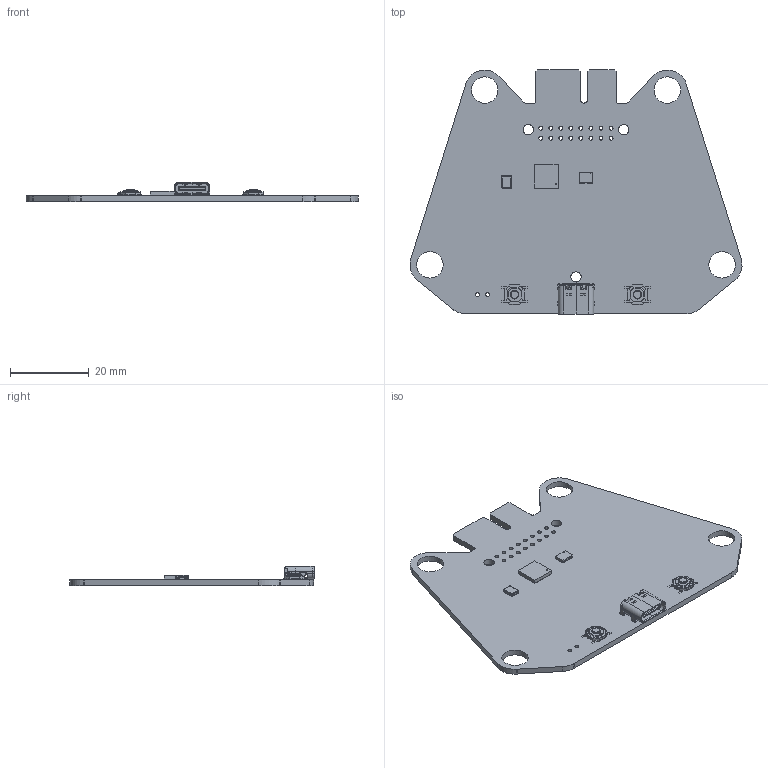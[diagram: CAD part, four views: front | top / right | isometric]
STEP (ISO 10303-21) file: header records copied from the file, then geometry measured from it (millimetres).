
FILE_DESCRIPTION(('KiCad electronic assembly'),'2;1');
FILE_NAME('board.step','2025-01-24T07:32:13',('Pcbnew'),('Kicad'), 'Open CASCADE STEP processor 7.6','KiCad to STEP converter','Unknown' );
FILE_SCHEMA(('AUTOMOTIVE_DESIGN { 1 0 10303 214 1 1 1 1 }'));
Length unit declared in the file: millimetre
Products named in the file (7): board 1; X322516MLB4SI; TS-1187A-B-A-B; QFN28_6X6MC_MCH; USB_C_Receptacle_GCT_USB4105-xx-A_16P_TopMnt_Horizontal; ABM8-272-T3_ABR; antenna_PCB
Assembly tree (7 placements, depth 2):
  board 1
    X322516MLB4SI
    TS-1187A-B-A-B  x2
    QFN28_6X6MC_MCH
    USB_C_Receptacle_GCT_USB4105-xx-A_16P_TopMnt_Horizontal
    ABM8-272-T3_ABR
    antenna_PCB
Bounding box: 84.09 x 61.86 x 4.91 mm (x, y, z)
Volume: 6274.2 mm3; surface area: 9790.6 mm2
Topology: 95 solids, 95 shells, 1643 faces, 4043 edges, 2538 vertices
Faces by surface type: plane 1091, cylinder 460, sphere 48, torus 36, cone 8
Full cylindrical faces by diameter (mm): 0.13 x1, 0.3 x1, 0.5 x2, 0.6 x2, 1 x18, 2.6 x3, 6.7 x4
Entity records: 39272 total; most frequent: CARTESIAN_POINT 6853, DIRECTION 6699, ORIENTED_EDGE 6570, EDGE_CURVE 3285, LINE 2563, VECTOR 2563, VERTEX_POINT 2102, AXIS2_PLACEMENT_3D 2068
